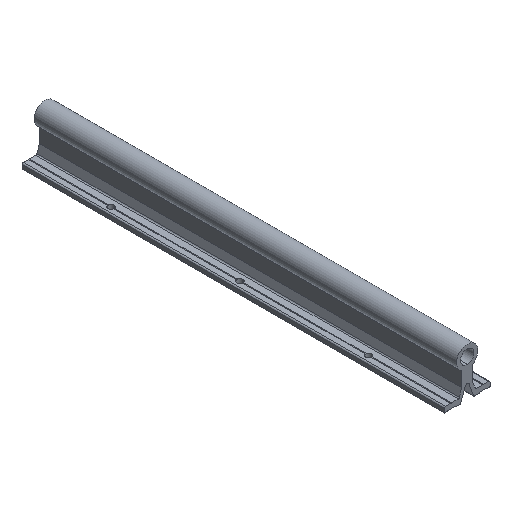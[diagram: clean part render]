
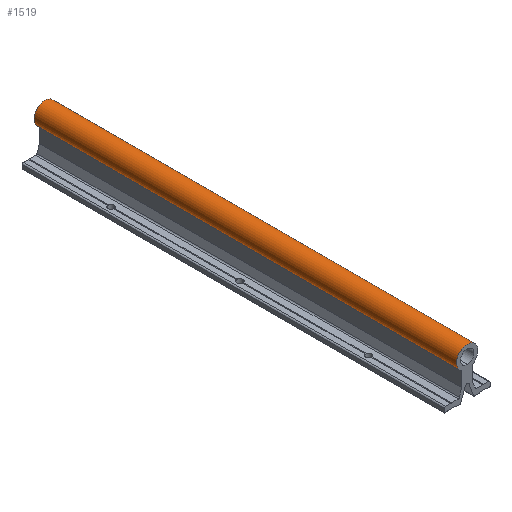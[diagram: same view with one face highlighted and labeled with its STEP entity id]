
A CAD part, isometric view. The second image highlights one B-rep face of the part: STEP entity #1519.
In plain terms, the highlighted cylindrical face has radius 12.7 mm (diameter 25.4 mm), a partial arc.
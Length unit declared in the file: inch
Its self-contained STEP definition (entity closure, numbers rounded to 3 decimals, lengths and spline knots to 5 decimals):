
#22 = ORIENTED_EDGE ( 'NONE', *, *, #661, .T. ) ;
#118 = ORIENTED_EDGE ( 'NONE', *, *, #744, .T. ) ;
#136 = CARTESIAN_POINT ( 'NONE',  ( -0.25, -0.05748, 1.31698 ) ) ;
#152 = DIRECTION ( 'NONE',  ( 0., 0., -1. ) ) ;
#158 = ORIENTED_EDGE ( 'NONE', *, *, #1764, .F. ) ;
#176 = LINE ( 'NONE', #1327, #1205 ) ;
#188 = ORIENTED_EDGE ( 'NONE', *, *, #1341, .F. ) ;
#223 = LINE ( 'NONE', #1709, #2004 ) ;
#235 = DIRECTION ( 'NONE',  ( 0., 0., 1. ) ) ;
#340 = AXIS2_PLACEMENT_3D ( 'NONE', #1545, #2276, #235 ) ;
#521 = CARTESIAN_POINT ( 'NONE',  ( -0.25, -19.74252, 1.31698 ) ) ;
#533 = CIRCLE ( 'NONE', #340, 0.5 ) ;
#602 = DIRECTION ( 'NONE',  ( 0., 1., 0. ) ) ;
#661 = EDGE_CURVE ( 'NONE', #711, #1978, #223, .T. ) ;
#711 = VERTEX_POINT ( 'NONE', #1279 ) ;
#744 = EDGE_CURVE ( 'NONE', #1476, #1449, #176, .T. ) ;
#789 = AXIS2_PLACEMENT_3D ( 'NONE', #1265, #1823, #2005 ) ;
#874 = AXIS2_PLACEMENT_3D ( 'NONE', #2165, #1423, #152 ) ;
#981 = CARTESIAN_POINT ( 'NONE',  ( 0.25058, -0.05748, 1.31732 ) ) ;
#1163 = CYLINDRICAL_SURFACE ( 'NONE', #789, 0.5 ) ;
#1205 = VECTOR ( 'NONE', #1521, 39.37008 ) ;
#1265 = CARTESIAN_POINT ( 'NONE',  ( 0., 0., 1.75 ) ) ;
#1279 = CARTESIAN_POINT ( 'NONE',  ( 0.25058, -19.74252, 1.31732 ) ) ;
#1327 = CARTESIAN_POINT ( 'NONE',  ( -0.25, 0., 1.31698 ) ) ;
#1341 = EDGE_CURVE ( 'NONE', #1476, #1978, #2102, .T. ) ;
#1423 = DIRECTION ( 'NONE',  ( 0., 1., 0. ) ) ;
#1449 = VERTEX_POINT ( 'NONE', #521 ) ;
#1476 = VERTEX_POINT ( 'NONE', #136 ) ;
#1519 = ADVANCED_FACE ( 'NONE', ( #2297 ), #1163, .T. ) ;
#1521 = DIRECTION ( 'NONE',  ( 0., -1., 0. ) ) ;
#1545 = CARTESIAN_POINT ( 'NONE',  ( 0., -19.74252, 1.75 ) ) ;
#1709 = CARTESIAN_POINT ( 'NONE',  ( 0.25058, 0., 1.31732 ) ) ;
#1764 = EDGE_CURVE ( 'NONE', #711, #1449, #533, .T. ) ;
#1823 = DIRECTION ( 'NONE',  ( 0., -1., 0. ) ) ;
#1972 = EDGE_LOOP ( 'NONE', ( #22, #188, #118, #158 ) ) ;
#1978 = VERTEX_POINT ( 'NONE', #981 ) ;
#2004 = VECTOR ( 'NONE', #602, 39.37008 ) ;
#2005 = DIRECTION ( 'NONE',  ( 0., 0., -1. ) ) ;
#2102 = CIRCLE ( 'NONE', #874, 0.5 ) ;
#2165 = CARTESIAN_POINT ( 'NONE',  ( 0., -0.05748, 1.75 ) ) ;
#2276 = DIRECTION ( 'NONE',  ( 0., -1., 0. ) ) ;
#2297 = FACE_OUTER_BOUND ( 'NONE', #1972, .T. ) ;
